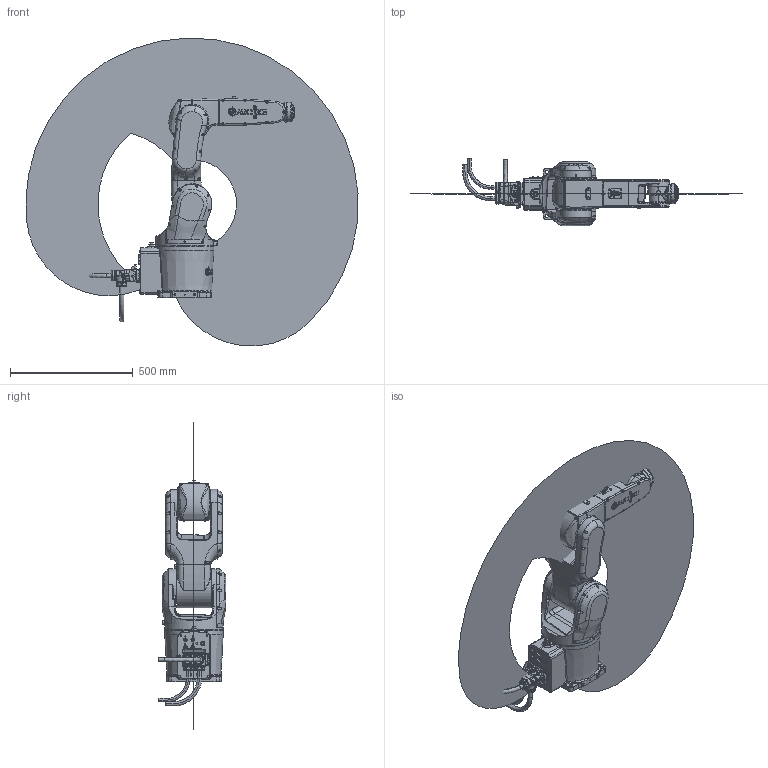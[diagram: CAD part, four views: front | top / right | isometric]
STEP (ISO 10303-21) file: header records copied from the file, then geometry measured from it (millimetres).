
FILE_DESCRIPTION (( 'STEP AP214' ), '1' );
FILE_NAME ('AX-7.STEP', '2024-03-25T03:23:16', ( '' ), ( '' ), 'SwSTEP 2.0', 'SolidWorks 2018', '' );
FILE_SCHEMA (( 'AUTOMOTIVE_DESIGN' ));
Length unit declared in the file: millimetre
Products named in the file (11): XB7&12-xiaobihou-A^XB7(XBC3)_Models(2)_XB7(XBC3)_Models; XB7&12-xiaobiqian-Alogo^XB7(XBC3)_Models(2)_XB7(XBC3)_Models; XB7&12-3Dwork-A^XB7(XBC3)_Models(2)_XB7(XBC3)_Models; XB7-shuchu-A^XB7(XBC3)_Models(2)_XB7(XBC3)_Models; AX-7; AUTECH恅趼LOGO - 萵掛; XB7&12-shouwan-A^XB7(XBC3)_Models(2)_XB7(XBC3)_Models; XB7&12-base-A^XB7(XBC3)_Models(2)_XB7(XBC3)_Models; XB7&12-dabi-A^XB7(XBC3)_Models(2)_XB7(XBC3)_Models; XB7&12-yao-A^XB7(XBC3)_Models(2)_XB7(XBC3)_Models; XB7(XBC3)_Models(2)^XB7(XBC3)_Models
Assembly tree (11 placements, depth 3):
  AX-7
    XB7(XBC3)_Models(2)^XB7(XBC3)_Models
      XB7&12-base-A^XB7(XBC3)_Models(2)_XB7(XBC3)_Models
      XB7&12-yao-A^XB7(XBC3)_Models(2)_XB7(XBC3)_Models
      XB7&12-dabi-A^XB7(XBC3)_Models(2)_XB7(XBC3)_Models
      XB7&12-xiaobihou-A^XB7(XBC3)_Models(2)_XB7(XBC3)_Models
      XB7&12-xiaobiqian-Alogo^XB7(XBC3)_Models(2)_XB7(XBC3)_Models
      XB7&12-shouwan-A^XB7(XBC3)_Models(2)_XB7(XBC3)_Models
      XB7-shuchu-A^XB7(XBC3)_Models(2)_XB7(XBC3)_Models
      XB7&12-3Dwork-A^XB7(XBC3)_Models(2)_XB7(XBC3)_Models
    AUTECH恅趼LOGO - 萵掛  x2
Bounding box: 1351.68 x 276 x 1253.68 mm (x, y, z)
Volume: 30615509.1 mm3; surface area: 2447593.2 mm2
Topology: 33 solids, 42 shells, 4233 faces, 10281 edges, 6240 vertices
Faces by surface type: plane 1259, cylinder 1237, bspline 1015, torus 332, cone 319, sphere 71
Entity records: 198433 total; most frequent: CARTESIAN_POINT 109978, ORIENTED_EDGE 19540, DIRECTION 16489, EDGE_CURVE 9773, AXIS2_PLACEMENT_3D 6630, VERTEX_POINT 6005, EDGE_LOOP 4367, ADVANCED_FACE 4085
